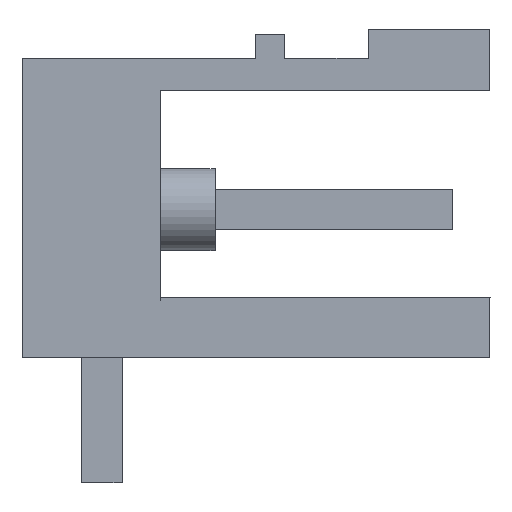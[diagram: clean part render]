
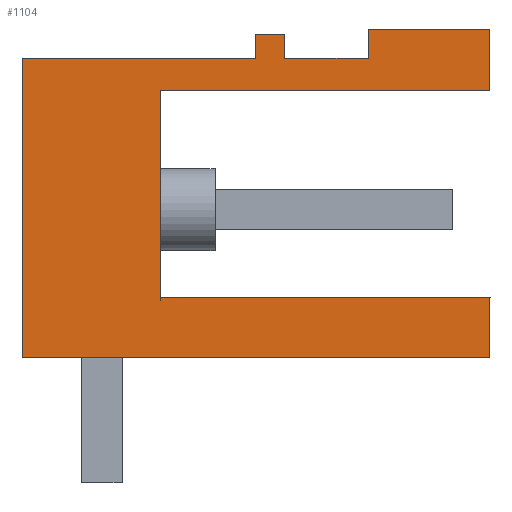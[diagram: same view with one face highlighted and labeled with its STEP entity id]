
A CAD part, left-side view. The second image highlights one B-rep face of the part: STEP entity #1104.
In plain terms, the highlighted planar face has unit normal (-1, 0, 0).
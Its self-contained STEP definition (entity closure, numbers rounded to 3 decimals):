
#1004=AXIS2_PLACEMENT_3D('Plane Axis2P3D',#1001,#1002,#1003) ;
#366=CARTESIAN_POINT('Vertex',(0.,12.,1.5)) ;
#369=CARTESIAN_POINT('Line Origine',(0.,12.,5.34)) ;
#373=CARTESIAN_POINT('Vertex',(0.,12.,9.18)) ;
#789=CARTESIAN_POINT('Vertex',(0.,0.,1.5)) ;
#792=CARTESIAN_POINT('Line Origine',(0.,6.,1.5)) ;
#1001=CARTESIAN_POINT('Axis2P3D Location',(0.,12.,0.)) ;
#1006=CARTESIAN_POINT('Line Origine',(0.,0.,9.146)) ;
#1010=CARTESIAN_POINT('Vertex',(0.,0.,8.363)) ;
#1012=CARTESIAN_POINT('Vertex',(0.,0.,9.93)) ;
#1015=CARTESIAN_POINT('Line Origine',(0.,1.56,9.93)) ;
#1019=CARTESIAN_POINT('Vertex',(0.,3.12,9.93)) ;
#1022=CARTESIAN_POINT('Line Origine',(0.,3.12,9.555)) ;
#1026=CARTESIAN_POINT('Vertex',(0.,3.12,9.18)) ;
#1029=CARTESIAN_POINT('Line Origine',(0.,4.195,9.18)) ;
#1033=CARTESIAN_POINT('Vertex',(0.,5.27,9.18)) ;
#1036=CARTESIAN_POINT('Line Origine',(0.,5.27,9.49)) ;
#1040=CARTESIAN_POINT('Vertex',(0.,5.27,9.8)) ;
#1043=CARTESIAN_POINT('Line Origine',(0.,5.645,9.8)) ;
#1047=CARTESIAN_POINT('Vertex',(0.,6.02,9.8)) ;
#1050=CARTESIAN_POINT('Line Origine',(0.,6.02,9.49)) ;
#1054=CARTESIAN_POINT('Vertex',(0.,6.02,9.18)) ;
#1057=CARTESIAN_POINT('Line Origine',(0.,9.01,9.18)) ;
#1062=CARTESIAN_POINT('Line Origine',(0.,0.,2.275)) ;
#1066=CARTESIAN_POINT('Vertex',(0.,0.,3.05)) ;
#1069=CARTESIAN_POINT('Line Origine',(0.,4.225,3.05)) ;
#1073=CARTESIAN_POINT('Vertex',(0.,8.45,3.05)) ;
#1076=CARTESIAN_POINT('Line Origine',(0.,8.45,5.707)) ;
#1080=CARTESIAN_POINT('Vertex',(0.,8.45,8.363)) ;
#1083=CARTESIAN_POINT('Line Origine',(0.,4.225,8.363)) ;
#370=DIRECTION('Vector Direction',(0.,0.,-1.)) ;
#793=DIRECTION('Vector Direction',(0.,1.,0.)) ;
#1002=DIRECTION('Axis2P3D Direction',(-1.,0.,0.)) ;
#1003=DIRECTION('Axis2P3D XDirection',(0.,-1.,0.)) ;
#1007=DIRECTION('Vector Direction',(0.,0.,-1.)) ;
#1016=DIRECTION('Vector Direction',(0.,1.,0.)) ;
#1023=DIRECTION('Vector Direction',(0.,0.,1.)) ;
#1030=DIRECTION('Vector Direction',(0.,1.,0.)) ;
#1037=DIRECTION('Vector Direction',(0.,0.,1.)) ;
#1044=DIRECTION('Vector Direction',(0.,-1.,0.)) ;
#1051=DIRECTION('Vector Direction',(0.,0.,1.)) ;
#1058=DIRECTION('Vector Direction',(0.,-1.,0.)) ;
#1063=DIRECTION('Vector Direction',(0.,0.,1.)) ;
#1070=DIRECTION('Vector Direction',(0.,1.,0.)) ;
#1077=DIRECTION('Vector Direction',(0.,0.,1.)) ;
#1084=DIRECTION('Vector Direction',(0.,1.,0.)) ;
#371=VECTOR('Line Direction',#370,1.) ;
#794=VECTOR('Line Direction',#793,1.) ;
#1008=VECTOR('Line Direction',#1007,1.) ;
#1017=VECTOR('Line Direction',#1016,1.) ;
#1024=VECTOR('Line Direction',#1023,1.) ;
#1031=VECTOR('Line Direction',#1030,1.) ;
#1038=VECTOR('Line Direction',#1037,1.) ;
#1045=VECTOR('Line Direction',#1044,1.) ;
#1052=VECTOR('Line Direction',#1051,1.) ;
#1059=VECTOR('Line Direction',#1058,1.) ;
#1064=VECTOR('Line Direction',#1063,1.) ;
#1071=VECTOR('Line Direction',#1070,1.) ;
#1078=VECTOR('Line Direction',#1077,1.) ;
#1085=VECTOR('Line Direction',#1084,1.) ;
#1089=ORIENTED_EDGE('',*,*,#1014,.T.) ;
#1090=ORIENTED_EDGE('',*,*,#1021,.T.) ;
#1091=ORIENTED_EDGE('',*,*,#1028,.T.) ;
#1092=ORIENTED_EDGE('',*,*,#1035,.T.) ;
#1093=ORIENTED_EDGE('',*,*,#1042,.T.) ;
#1094=ORIENTED_EDGE('',*,*,#1049,.T.) ;
#1095=ORIENTED_EDGE('',*,*,#1056,.T.) ;
#1096=ORIENTED_EDGE('',*,*,#1061,.F.) ;
#1097=ORIENTED_EDGE('',*,*,#375,.T.) ;
#1098=ORIENTED_EDGE('',*,*,#796,.F.) ;
#1099=ORIENTED_EDGE('',*,*,#1068,.T.) ;
#1100=ORIENTED_EDGE('',*,*,#1075,.T.) ;
#1101=ORIENTED_EDGE('',*,*,#1082,.T.) ;
#1102=ORIENTED_EDGE('',*,*,#1087,.T.) ;
#1104=ADVANCED_FACE('Housing',(#1103),#1005,.T.) ;
#375=EDGE_CURVE('',#374,#367,#372,.T.) ;
#796=EDGE_CURVE('',#790,#367,#795,.T.) ;
#1014=EDGE_CURVE('',#1011,#1013,#1009,.F.) ;
#1021=EDGE_CURVE('',#1013,#1020,#1018,.T.) ;
#1028=EDGE_CURVE('',#1020,#1027,#1025,.F.) ;
#1035=EDGE_CURVE('',#1027,#1034,#1032,.T.) ;
#1042=EDGE_CURVE('',#1034,#1041,#1039,.T.) ;
#1049=EDGE_CURVE('',#1041,#1048,#1046,.F.) ;
#1056=EDGE_CURVE('',#1048,#1055,#1053,.F.) ;
#1061=EDGE_CURVE('',#374,#1055,#1060,.T.) ;
#1068=EDGE_CURVE('',#790,#1067,#1065,.T.) ;
#1075=EDGE_CURVE('',#1067,#1074,#1072,.T.) ;
#1082=EDGE_CURVE('',#1074,#1081,#1079,.T.) ;
#1087=EDGE_CURVE('',#1081,#1011,#1086,.F.) ;
#1088=EDGE_LOOP('',(#1089,#1090,#1091,#1092,#1093,#1094,#1095,#1096,#1097,#1098,#1099,#1100,#1101,#1102)) ;
#1103=FACE_OUTER_BOUND('',#1088,.T.) ;
#372=LINE('Line',#369,#371) ;
#795=LINE('Line',#792,#794) ;
#1009=LINE('Line',#1006,#1008) ;
#1018=LINE('Line',#1015,#1017) ;
#1025=LINE('Line',#1022,#1024) ;
#1032=LINE('Line',#1029,#1031) ;
#1039=LINE('Line',#1036,#1038) ;
#1046=LINE('Line',#1043,#1045) ;
#1053=LINE('Line',#1050,#1052) ;
#1060=LINE('Line',#1057,#1059) ;
#1065=LINE('Line',#1062,#1064) ;
#1072=LINE('Line',#1069,#1071) ;
#1079=LINE('Line',#1076,#1078) ;
#1086=LINE('Line',#1083,#1085) ;
#1005=PLANE('',#1004) ;
#367=VERTEX_POINT('',#366) ;
#374=VERTEX_POINT('',#373) ;
#790=VERTEX_POINT('',#789) ;
#1011=VERTEX_POINT('',#1010) ;
#1013=VERTEX_POINT('',#1012) ;
#1020=VERTEX_POINT('',#1019) ;
#1027=VERTEX_POINT('',#1026) ;
#1034=VERTEX_POINT('',#1033) ;
#1041=VERTEX_POINT('',#1040) ;
#1048=VERTEX_POINT('',#1047) ;
#1055=VERTEX_POINT('',#1054) ;
#1067=VERTEX_POINT('',#1066) ;
#1074=VERTEX_POINT('',#1073) ;
#1081=VERTEX_POINT('',#1080) ;
